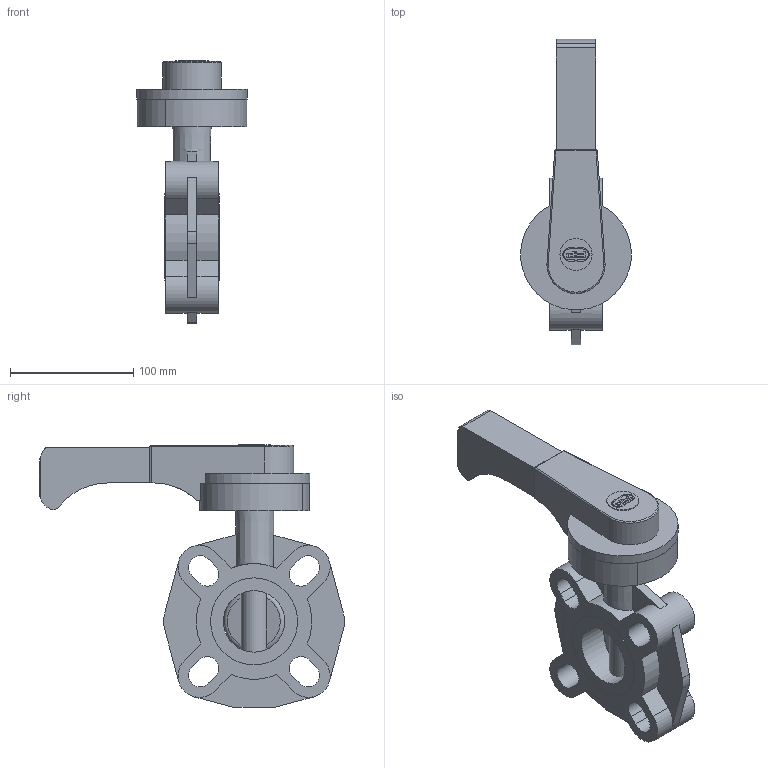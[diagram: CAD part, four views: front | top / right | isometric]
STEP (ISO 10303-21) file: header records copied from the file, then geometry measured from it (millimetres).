
FILE_DESCRIPTION(/* description */ (''),/* implementation_level */ '2;1');
FILE_NAME(/* name */ 'FEOVLM063E.iam.stp',/* time_stamp */ '2013-10-01T10:17:13+02:00',/* author */ ('bfaro'),/* organization */ (''),/* preprocessor_version */ 'ST-DEVELOPER v15.2',/* originating_system */ 'Autodesk Inventor 2014',/* authorisation */ '');
FILE_SCHEMA (('AUTOMOTIVE_DESIGN { 1 0 10303 214 3 1 1 }'));
Length unit declared in the file: millimetre
Products named in the file (5): Maniglia 50-63-75; cassa FE 063; Disco FE-FK 063; Piastrina 40; FEOVLM063E
Bounding box: 89.8 x 248.06 x 213.71 mm (x, y, z)
Volume: 848718.6 mm3; surface area: 139891.9 mm2
Topology: 5 solids, 5 shells, 188 faces, 496 edges, 327 vertices
Faces by surface type: plane 105, cylinder 77, torus 3, sphere 2, cone 1
Full cylindrical faces by diameter (mm): 22 x1, 26.1 x1, 50 x1, 70.7 x2
Entity records: 6138 total; most frequent: CARTESIAN_POINT 1216, DIRECTION 1038, ORIENTED_EDGE 976, EDGE_CURVE 488, AXIS2_PLACEMENT_3D 369, VERTEX_POINT 327, LINE 300, VECTOR 300
